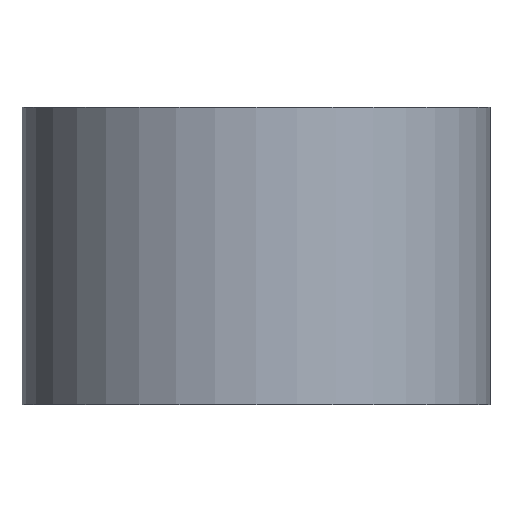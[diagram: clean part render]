
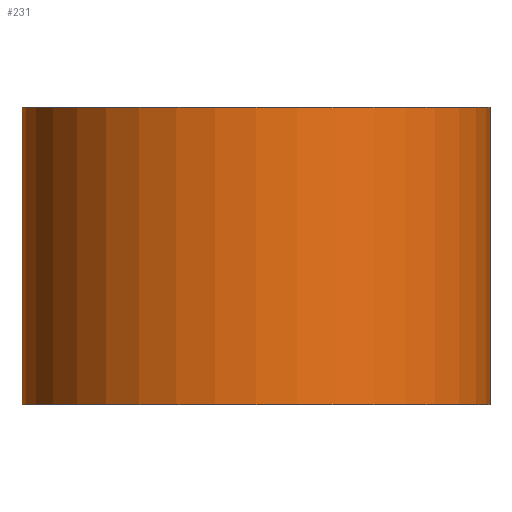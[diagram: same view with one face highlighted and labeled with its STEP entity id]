
A CAD part, front view. The second image highlights one B-rep face of the part: STEP entity #231.
In plain terms, the highlighted cylindrical face has radius 10 mm (diameter 20 mm), a full revolution.
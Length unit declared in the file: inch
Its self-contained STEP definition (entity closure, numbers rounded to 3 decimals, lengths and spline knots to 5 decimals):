
#20 = CYLINDRICAL_SURFACE ( 'NONE', #97, 0.3937 ) ;
#26 = ORIENTED_EDGE ( 'NONE', *, *, #113, .T. ) ;
#55 = DIRECTION ( 'NONE',  ( 1., 0., 0. ) ) ;
#79 = DIRECTION ( 'NONE',  ( -1., 0., 0. ) ) ;
#81 = CARTESIAN_POINT ( 'NONE',  ( 0., 0., 0. ) ) ;
#97 = AXIS2_PLACEMENT_3D ( 'NONE', #218, #297, #79 ) ;
#98 = DIRECTION ( 'NONE',  ( 0., 0., 1. ) ) ;
#113 = EDGE_CURVE ( 'NONE', #245, #245, #175, .T. ) ;
#118 = CARTESIAN_POINT ( 'NONE',  ( 0.3937, 0., 0. ) ) ;
#131 = VERTEX_POINT ( 'NONE', #264 ) ;
#134 = AXIS2_PLACEMENT_3D ( 'NONE', #265, #98, #239 ) ;
#158 = EDGE_LOOP ( 'NONE', ( #184 ) ) ;
#175 = CIRCLE ( 'NONE', #195, 0.3937 ) ;
#184 = ORIENTED_EDGE ( 'NONE', *, *, #283, .F. ) ;
#195 = AXIS2_PLACEMENT_3D ( 'NONE', #81, #221, #55 ) ;
#198 = FACE_OUTER_BOUND ( 'NONE', #242, .T. ) ;
#218 = CARTESIAN_POINT ( 'NONE',  ( 0., 0., 0.5 ) ) ;
#221 = DIRECTION ( 'NONE',  ( 0., 0., 1. ) ) ;
#231 = ADVANCED_FACE ( 'NONE', ( #254, #198 ), #20, .T. ) ;
#239 = DIRECTION ( 'NONE',  ( 1., 0., 0. ) ) ;
#242 = EDGE_LOOP ( 'NONE', ( #26 ) ) ;
#245 = VERTEX_POINT ( 'NONE', #118 ) ;
#254 = FACE_OUTER_BOUND ( 'NONE', #158, .T. ) ;
#264 = CARTESIAN_POINT ( 'NONE',  ( 0.3937, 0., 0.5 ) ) ;
#265 = CARTESIAN_POINT ( 'NONE',  ( 0., 0., 0.5 ) ) ;
#273 = CIRCLE ( 'NONE', #134, 0.3937 ) ;
#283 = EDGE_CURVE ( 'NONE', #131, #131, #273, .T. ) ;
#297 = DIRECTION ( 'NONE',  ( 0., 0., -1. ) ) ;
